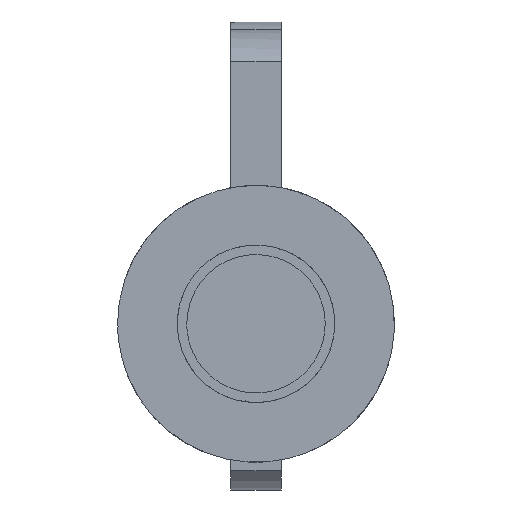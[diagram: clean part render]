
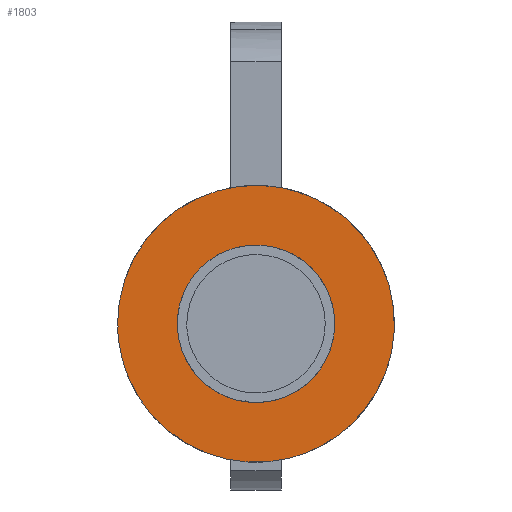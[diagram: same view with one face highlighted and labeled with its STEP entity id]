
A CAD part, front view. The second image highlights one B-rep face of the part: STEP entity #1803.
In plain terms, the highlighted free-form (B-spline) face has degree [1, 1] with [2, 2] control points.
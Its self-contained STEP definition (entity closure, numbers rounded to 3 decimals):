
#1646 = VERTEX_POINT('',#1647);
#1647 = CARTESIAN_POINT('',(-163.508,-16.33,
    132.187));
#1652 = EDGE_CURVE('',#1646,#1646,#1653,.T.);
#1653 = ( BOUNDED_CURVE() B_SPLINE_CURVE(2,(#1654,#1655,#1656,#1657,
#1658,#1659,#1660),.UNSPECIFIED.,.T.,.F.) B_SPLINE_CURVE_WITH_KNOTS((3,2
    ,2,3),(3.142,5.236,7.33,9.425),
.PIECEWISE_BEZIER_KNOTS.) CURVE() GEOMETRIC_REPRESENTATION_ITEM() 
RATIONAL_B_SPLINE_CURVE((1.,0.5,1.,0.5,1.,0.5,1.)) REPRESENTATION_ITEM(
  '') );
#1654 = CARTESIAN_POINT('',(-163.508,-16.33,
    132.187));
#1655 = CARTESIAN_POINT('',(-163.508,-16.33,
    106.222));
#1656 = CARTESIAN_POINT('',(-141.021,-16.33,
    119.204));
#1657 = CARTESIAN_POINT('',(-118.535,-16.33,
    132.187));
#1658 = CARTESIAN_POINT('',(-141.021,-16.33,
    145.169));
#1659 = CARTESIAN_POINT('',(-163.508,-16.33,
    158.152));
#1660 = CARTESIAN_POINT('',(-163.508,-16.33,
    132.187));
#1732 = VERTEX_POINT('',#1733);
#1733 = CARTESIAN_POINT('',(-174.901,-16.33,
    132.187));
#1738 = EDGE_CURVE('',#1732,#1732,#1739,.T.);
#1739 = ( BOUNDED_CURVE() B_SPLINE_CURVE(2,(#1740,#1741,#1742,#1743,
#1744,#1745,#1746),.UNSPECIFIED.,.T.,.F.) B_SPLINE_CURVE_WITH_KNOTS((3,2
    ,2,3),(3.142,5.236,7.33,9.425),
.PIECEWISE_BEZIER_KNOTS.) CURVE() GEOMETRIC_REPRESENTATION_ITEM() 
RATIONAL_B_SPLINE_CURVE((1.,0.5,1.,0.5,1.,0.5,1.)) REPRESENTATION_ITEM(
  '') );
#1740 = CARTESIAN_POINT('',(-174.901,-16.33,
    132.187));
#1741 = CARTESIAN_POINT('',(-174.901,-16.33,
    177.885));
#1742 = CARTESIAN_POINT('',(-135.325,-16.33,
    155.036));
#1743 = CARTESIAN_POINT('',(-95.749,-16.33,
    132.187));
#1744 = CARTESIAN_POINT('',(-135.325,-16.33,
    109.337));
#1745 = CARTESIAN_POINT('',(-174.901,-16.33,
    86.488));
#1746 = CARTESIAN_POINT('',(-174.901,-16.33,
    132.187));
#1803 = ADVANCED_FACE('',(#1804,#1807),#1810,.F.);
#1804 = FACE_BOUND('',#1805,.T.);
#1805 = EDGE_LOOP('',(#1806));
#1806 = ORIENTED_EDGE('',*,*,#1738,.F.);
#1807 = FACE_BOUND('',#1808,.T.);
#1808 = EDGE_LOOP('',(#1809));
#1809 = ORIENTED_EDGE('',*,*,#1652,.F.);
#1810 = B_SPLINE_SURFACE_WITH_KNOTS('',1,1,(
    (#1811,#1812)
    ,(#1813,#1814
    )),.UNSPECIFIED.,.F.,.F.,.F.,(2,2),(2,2),(-22.,22.),(-22.,22.),
  .PIECEWISE_BEZIER_KNOTS.);
#1811 = CARTESIAN_POINT('',(-174.901,-16.33,
    158.571));
#1812 = CARTESIAN_POINT('',(-174.901,-16.33,
    105.803));
#1813 = CARTESIAN_POINT('',(-122.133,-16.33,
    158.571));
#1814 = CARTESIAN_POINT('',(-122.133,-16.33,
    105.803));
